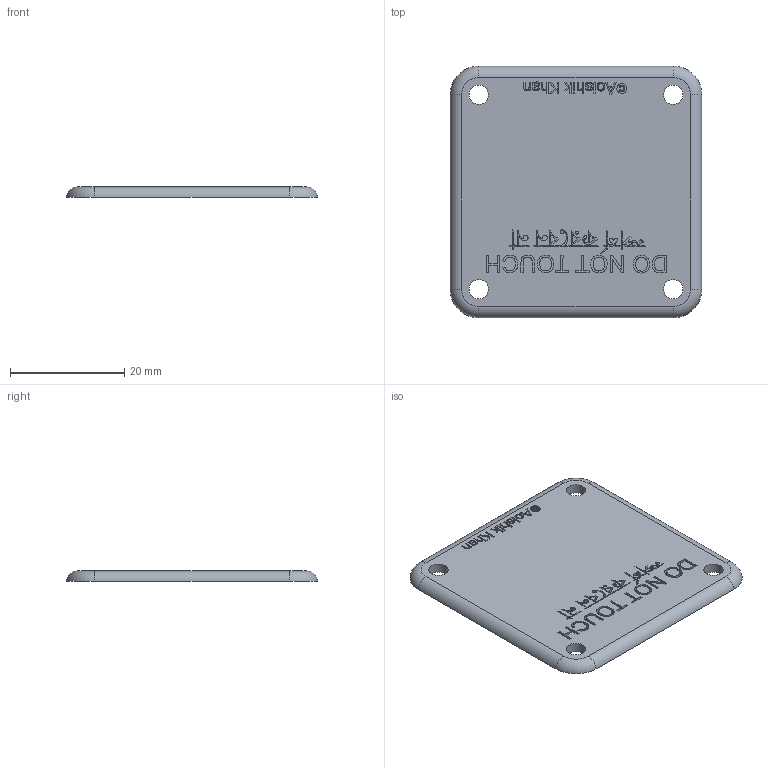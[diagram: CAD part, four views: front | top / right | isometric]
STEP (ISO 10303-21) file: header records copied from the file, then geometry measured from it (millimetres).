
FILE_DESCRIPTION(/* description */ (''),/* implementation_level */ '2;1');
FILE_NAME(/* name */ 'Sensor_top.step',/* time_stamp */ '2026-02-08T12:30:15+05:30',/* author */ (''),/* organization */ (''),/* preprocessor_version */ 'ST-DEVELOPER v20.1',/* originating_system */ 'Autodesk Translation Framework v14.24.0.0',/* authorisation */ '');
FILE_SCHEMA (('AUTOMOTIVE_DESIGN { 1 0 10303 214 3 1 1 }'));
Length unit declared in the file: millimetre
Products named in the file (1): 2026-02-07-13-48-56-829
Bounding box: 44 x 44 x 1.75 mm (x, y, z)
Volume: 3104.2 mm3; surface area: 4301.1 mm2
Topology: 1 solids, 1 shells, 806 faces, 2268 edges, 1510 vertices
Faces by surface type: bspline 508, plane 286, cylinder 8, torus 4
Full cylindrical faces by diameter (mm): 3.4 x4
Entity records: 26535 total; most frequent: CARTESIAN_POINT 9157, ORIENTED_EDGE 4536, EDGE_CURVE 2268, DIRECTION 1874, VERTEX_POINT 1510, LINE 1228, VECTOR 1228, B_SPLINE_CURVE_WITH_KNOTS 1016
